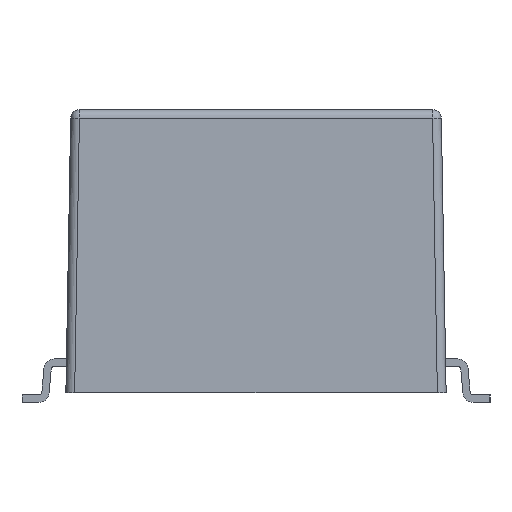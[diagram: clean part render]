
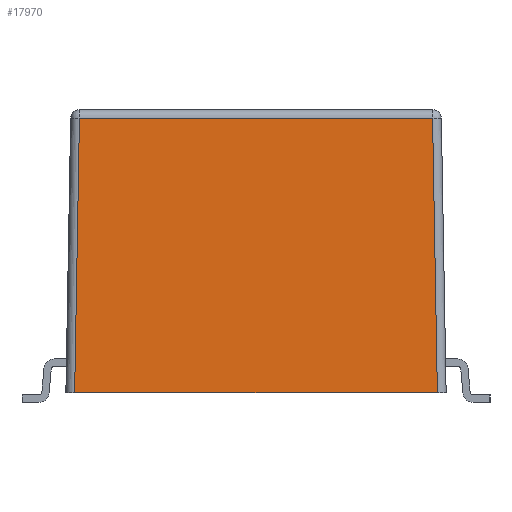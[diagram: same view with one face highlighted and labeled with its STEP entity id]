
A CAD part, left-side view. The second image highlights one B-rep face of the part: STEP entity #17970.
In plain terms, the highlighted planar face has unit normal (-1, 0, 0.018).
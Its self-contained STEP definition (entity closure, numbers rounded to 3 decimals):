
#1092=ORIENTED_EDGE('',*,*,#4699,.T.);
#1093=ORIENTED_EDGE('',*,*,#4974,.T.);
#1094=ORIENTED_EDGE('',*,*,#4968,.T.);
#1095=ORIENTED_EDGE('',*,*,#4977,.T.);
#4699=EDGE_CURVE('',#6663,#6662,#7965,.T.);
#4968=EDGE_CURVE('',#6929,#6928,#8172,.T.);
#4974=EDGE_CURVE('',#6662,#6929,#8173,.T.);
#4977=EDGE_CURVE('',#6928,#6663,#8174,.T.);
#6662=VERTEX_POINT('',#23452);
#6663=VERTEX_POINT('',#23454);
#6928=VERTEX_POINT('',#24275);
#6929=VERTEX_POINT('',#24277);
#7965=LINE('',#23453,#9402);
#8172=LINE('',#24276,#9609);
#8173=LINE('',#24286,#9610);
#8174=LINE('',#24292,#9611);
#9402=VECTOR('',#19798,1000.);
#9609=VECTOR('',#20019,1000.);
#9610=VECTOR('',#20036,1000.);
#9611=VECTOR('',#20047,1000.);
#10912=EDGE_LOOP('',(#1092,#1093,#1094,#1095));
#11695=FACE_BOUND('',#10912,.T.);
#12408=PLANE('',#18714);
#17970=ADVANCED_FACE('',(#11695),#12408,.T.);
#18714=AXIS2_PLACEMENT_3D('',#24311,#20075,#20076);
#19798=DIRECTION('',(0.,-1.,0.));
#20019=DIRECTION('',(0.,1.,0.));
#20036=DIRECTION('',(0.017,0.017,1.));
#20047=DIRECTION('',(-0.017,0.017,-1.));
#20075=DIRECTION('',(-1.,0.,0.017));
#20076=DIRECTION('',(0.017,0.,1.));
#23452=CARTESIAN_POINT('',(-16.7,-6.2,0.));
#23453=CARTESIAN_POINT('',(-16.7,6.5,0.));
#23454=CARTESIAN_POINT('',(-16.7,6.2,0.));
#24275=CARTESIAN_POINT('',(-16.536,6.036,9.375));
#24276=CARTESIAN_POINT('',(-16.536,6.331,9.375));
#24277=CARTESIAN_POINT('',(-16.536,-6.036,9.375));
#24286=CARTESIAN_POINT('',(-16.696,-6.196,0.222));
#24292=CARTESIAN_POINT('',(-16.7,6.2,-0.005));
#24311=CARTESIAN_POINT('',(-16.7,6.5,0.));
